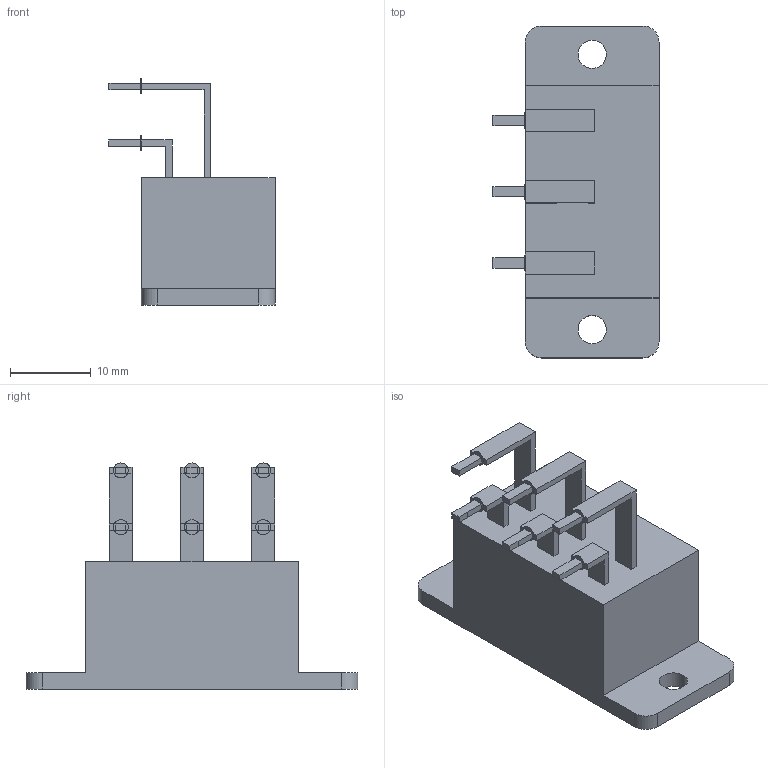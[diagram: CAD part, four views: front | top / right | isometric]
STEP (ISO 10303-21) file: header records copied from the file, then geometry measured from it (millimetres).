
FILE_DESCRIPTION (( 'STEP AP214' ), '1' );
FILE_NAME ('V80214LS08Q.STEP', '2013-08-11T11:59:38', ( '' ), ( '' ), 'SwSTEP 2.0', 'SolidWorks 2011', '' );
FILE_SCHEMA (( 'AUTOMOTIVE_DESIGN' ));
Length unit declared in the file: millimetre
Products named in the file (1): V80214LS08Q
Bounding box: 20.51 x 41 x 27.93 mm (x, y, z)
Volume: 7345.6 mm3; surface area: 3656.1 mm2
Topology: 2 solids, 2 shells, 195 faces, 495 edges, 322 vertices
Faces by surface type: plane 146, bspline 29, cylinder 20
Entity records: 7782 total; most frequent: CARTESIAN_POINT 2986, ORIENTED_EDGE 990, DIRECTION 835, EDGE_CURVE 495, VECTOR 373, LINE 373, VERTEX_POINT 322, AXIS2_PLACEMENT_3D 231
